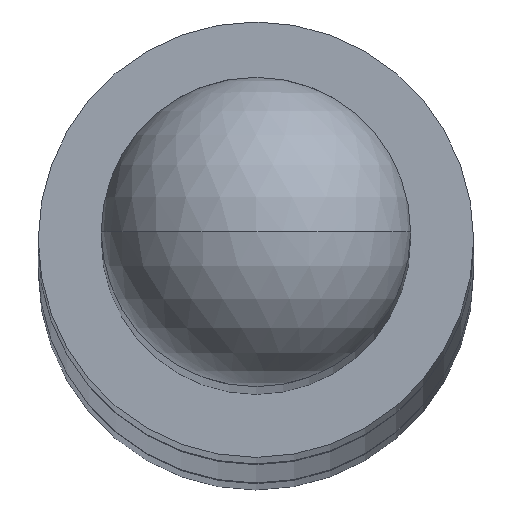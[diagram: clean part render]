
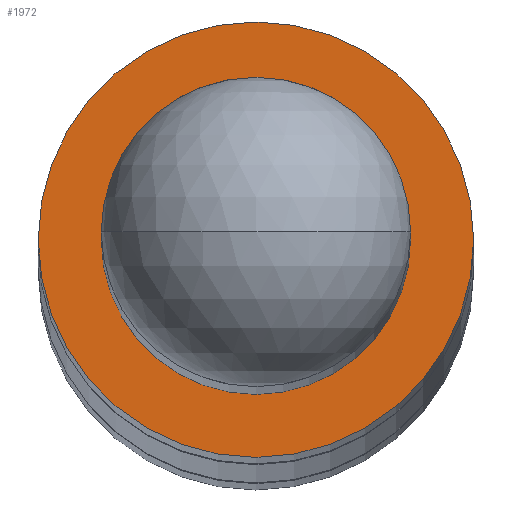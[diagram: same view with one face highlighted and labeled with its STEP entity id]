
A CAD part, top view. The second image highlights one B-rep face of the part: STEP entity #1972.
In plain terms, the highlighted planar face has unit normal (0, 0, 1).
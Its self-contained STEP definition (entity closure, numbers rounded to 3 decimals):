
#14 = DIRECTION ( 'NONE',  ( 1., 0., 0. ) ) ;
#46 = FACE_BOUND ( 'NONE', #2914, .T. ) ;
#200 = CARTESIAN_POINT ( 'NONE',  ( 0.19, 0., 16.3 ) ) ;
#650 = DIRECTION ( 'NONE',  ( 0., 0., 1. ) ) ;
#671 = ORIENTED_EDGE ( 'NONE', *, *, #1976, .T. ) ;
#717 = AXIS2_PLACEMENT_3D ( 'NONE', #1988, #4450, #1542 ) ;
#854 = VERTEX_POINT ( 'NONE', #200 ) ;
#953 = CIRCLE ( 'NONE', #5047, 0.135 ) ;
#1026 = AXIS2_PLACEMENT_3D ( 'NONE', #4481, #1567, #4963 ) ;
#1047 = PLANE ( 'NONE',  #717 ) ;
#1338 = DIRECTION ( 'NONE',  ( 0., 0., 1. ) ) ;
#1542 = DIRECTION ( 'NONE',  ( 1., 0., 0. ) ) ;
#1567 = DIRECTION ( 'NONE',  ( 0., 0., -1. ) ) ;
#1972 = ADVANCED_FACE ( 'NONE', ( #46, #3632 ), #1047, .T. ) ;
#1976 = EDGE_CURVE ( 'NONE', #6139, #5613, #3452, .T. ) ;
#1982 = CARTESIAN_POINT ( 'NONE',  ( 0.135, 0., 16.3 ) ) ;
#1988 = CARTESIAN_POINT ( 'NONE',  ( 0., 0., 16.3 ) ) ;
#2071 = AXIS2_PLACEMENT_3D ( 'NONE', #3566, #650, #4057 ) ;
#2411 = ORIENTED_EDGE ( 'NONE', *, *, #2683, .T. ) ;
#2668 = ORIENTED_EDGE ( 'NONE', *, *, #2865, .T. ) ;
#2683 = EDGE_CURVE ( 'NONE', #854, #4191, #5454, .T. ) ;
#2702 = CARTESIAN_POINT ( 'NONE',  ( -0.19, 0., 16.3 ) ) ;
#2865 = EDGE_CURVE ( 'NONE', #5613, #6139, #953, .T. ) ;
#2902 = DIRECTION ( 'NONE',  ( 0., 0., -1. ) ) ;
#2914 = EDGE_LOOP ( 'NONE', ( #671, #2668 ) ) ;
#3387 = AXIS2_PLACEMENT_3D ( 'NONE', #4254, #1338, #4740 ) ;
#3452 = CIRCLE ( 'NONE', #1026, 0.135 ) ;
#3566 = CARTESIAN_POINT ( 'NONE',  ( 0., 0., 16.3 ) ) ;
#3632 = FACE_OUTER_BOUND ( 'NONE', #3670, .T. ) ;
#3670 = EDGE_LOOP ( 'NONE', ( #6092, #2411 ) ) ;
#4057 = DIRECTION ( 'NONE',  ( 1., 0., 0. ) ) ;
#4191 = VERTEX_POINT ( 'NONE', #2702 ) ;
#4254 = CARTESIAN_POINT ( 'NONE',  ( 0., 0., 16.3 ) ) ;
#4450 = DIRECTION ( 'NONE',  ( 0., 0., 1. ) ) ;
#4461 = EDGE_CURVE ( 'NONE', #4191, #854, #6157, .T. ) ;
#4481 = CARTESIAN_POINT ( 'NONE',  ( 0., 0., 16.3 ) ) ;
#4740 = DIRECTION ( 'NONE',  ( 1., 0., 0. ) ) ;
#4963 = DIRECTION ( 'NONE',  ( 1., 0., 0. ) ) ;
#5047 = AXIS2_PLACEMENT_3D ( 'NONE', #5822, #2902, #14 ) ;
#5454 = CIRCLE ( 'NONE', #3387, 0.19 ) ;
#5613 = VERTEX_POINT ( 'NONE', #5873 ) ;
#5822 = CARTESIAN_POINT ( 'NONE',  ( 0., 0., 16.3 ) ) ;
#5873 = CARTESIAN_POINT ( 'NONE',  ( -0.135, 0., 16.3 ) ) ;
#6092 = ORIENTED_EDGE ( 'NONE', *, *, #4461, .T. ) ;
#6139 = VERTEX_POINT ( 'NONE', #1982 ) ;
#6157 = CIRCLE ( 'NONE', #2071, 0.19 ) ;
